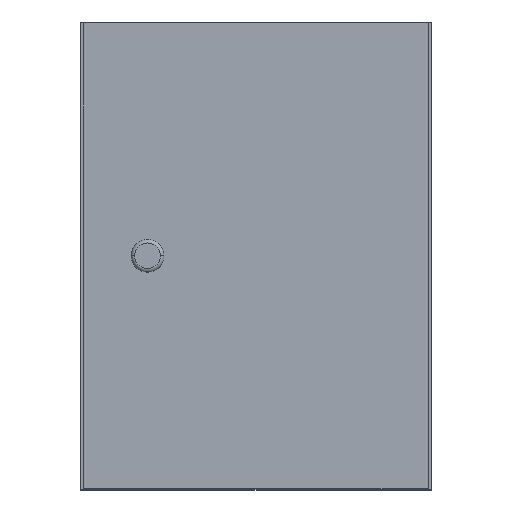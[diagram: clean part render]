
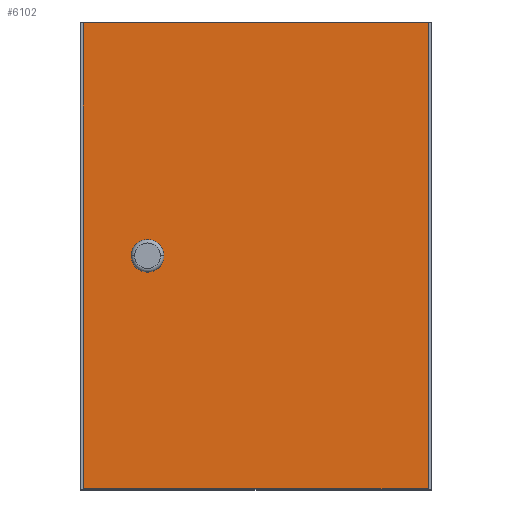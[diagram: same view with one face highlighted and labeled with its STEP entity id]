
A CAD part, top view. The second image highlights one B-rep face of the part: STEP entity #6102.
In plain terms, the highlighted face is planar.
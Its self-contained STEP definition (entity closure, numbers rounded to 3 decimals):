
#120 = CARTESIAN_POINT ( 'NONE',  ( 147.5, 199.25, 0. ) ) ;
#275 = CARTESIAN_POINT ( 'NONE',  ( 147.5, -199.25, 0. ) ) ;
#302 = AXIS2_PLACEMENT_3D ( 'NONE', #5605, #1234, #6284 ) ;
#327 = CARTESIAN_POINT ( 'NONE',  ( 106.5, 0., 0. ) ) ;
#494 = CARTESIAN_POINT ( 'NONE',  ( 147.5, -199.25, 0. ) ) ;
#996 = DIRECTION ( 'NONE',  ( -1., 0., 0. ) ) ;
#1091 = EDGE_CURVE ( 'NONE', #2019, #2091, #7192, .T. ) ;
#1112 = AXIS2_PLACEMENT_3D ( 'NONE', #1891, #4109, #5037 ) ;
#1234 = DIRECTION ( 'NONE',  ( 0., 0., -1. ) ) ;
#1447 = EDGE_CURVE ( 'NONE', #6142, #8667, #5302, .T. ) ;
#1459 = EDGE_CURVE ( 'NONE', #8667, #6142, #6536, .T. ) ;
#1700 = EDGE_LOOP ( 'NONE', ( #5915, #2847 ) ) ;
#1820 = FACE_BOUND ( 'NONE', #1700, .T. ) ;
#1882 = ORIENTED_EDGE ( 'NONE', *, *, #7932, .F. ) ;
#1891 = CARTESIAN_POINT ( 'NONE',  ( 92.5, 0., 0. ) ) ;
#2016 = VERTEX_POINT ( 'NONE', #2413 ) ;
#2019 = VERTEX_POINT ( 'NONE', #4732 ) ;
#2091 = VERTEX_POINT ( 'NONE', #275 ) ;
#2404 = CARTESIAN_POINT ( 'NONE',  ( 147.5, 199.25, 0. ) ) ;
#2413 = CARTESIAN_POINT ( 'NONE',  ( 147.5, 199.25, 0. ) ) ;
#2550 = CARTESIAN_POINT ( 'NONE',  ( -147.5, 199.25, 0. ) ) ;
#2665 = AXIS2_PLACEMENT_3D ( 'NONE', #6256, #3349, #9264 ) ;
#2847 = ORIENTED_EDGE ( 'NONE', *, *, #1459, .F. ) ;
#2910 = VECTOR ( 'NONE', #996, 1000. ) ;
#3167 = VERTEX_POINT ( 'NONE', #2550 ) ;
#3334 = PLANE ( 'NONE',  #302 ) ;
#3349 = DIRECTION ( 'NONE',  ( 0., 0., -1. ) ) ;
#4109 = DIRECTION ( 'NONE',  ( 0., 0., -1. ) ) ;
#4122 = CARTESIAN_POINT ( 'NONE',  ( -147.5, 199.25, 0. ) ) ;
#4445 = CARTESIAN_POINT ( 'NONE',  ( 78.5, 0., 0. ) ) ;
#4688 = ORIENTED_EDGE ( 'NONE', *, *, #5545, .F. ) ;
#4732 = CARTESIAN_POINT ( 'NONE',  ( -147.5, -199.25, 0. ) ) ;
#4921 = FACE_OUTER_BOUND ( 'NONE', #9073, .T. ) ;
#5037 = DIRECTION ( 'NONE',  ( -1., 0., 0. ) ) ;
#5302 = CIRCLE ( 'NONE', #2665, 14. ) ;
#5489 = EDGE_CURVE ( 'NONE', #2091, #2016, #6027, .T. ) ;
#5545 = EDGE_CURVE ( 'NONE', #2016, #3167, #7647, .T. ) ;
#5605 = CARTESIAN_POINT ( 'NONE',  ( 0., 0., 0. ) ) ;
#5859 = ORIENTED_EDGE ( 'NONE', *, *, #5489, .F. ) ;
#5915 = ORIENTED_EDGE ( 'NONE', *, *, #1447, .F. ) ;
#6027 = LINE ( 'NONE', #120, #6793 ) ;
#6102 = ADVANCED_FACE ( 'NONE', ( #1820, #4921 ), #3334, .T. ) ;
#6142 = VERTEX_POINT ( 'NONE', #327 ) ;
#6256 = CARTESIAN_POINT ( 'NONE',  ( 92.5, 0., 0. ) ) ;
#6284 = DIRECTION ( 'NONE',  ( -1., 0., 0. ) ) ;
#6309 = LINE ( 'NONE', #4122, #7300 ) ;
#6536 = CIRCLE ( 'NONE', #1112, 14. ) ;
#6793 = VECTOR ( 'NONE', #8218, 1000. ) ;
#7192 = LINE ( 'NONE', #494, #7775 ) ;
#7300 = VECTOR ( 'NONE', #7687, 1000. ) ;
#7647 = LINE ( 'NONE', #2404, #2910 ) ;
#7687 = DIRECTION ( 'NONE',  ( 0., -1., 0. ) ) ;
#7775 = VECTOR ( 'NONE', #7917, 1000. ) ;
#7917 = DIRECTION ( 'NONE',  ( 1., 0., 0. ) ) ;
#7932 = EDGE_CURVE ( 'NONE', #3167, #2019, #6309, .T. ) ;
#8154 = ORIENTED_EDGE ( 'NONE', *, *, #1091, .F. ) ;
#8218 = DIRECTION ( 'NONE',  ( 0., 1., 0. ) ) ;
#8667 = VERTEX_POINT ( 'NONE', #4445 ) ;
#9073 = EDGE_LOOP ( 'NONE', ( #1882, #4688, #5859, #8154 ) ) ;
#9264 = DIRECTION ( 'NONE',  ( -1., 0., 0. ) ) ;
